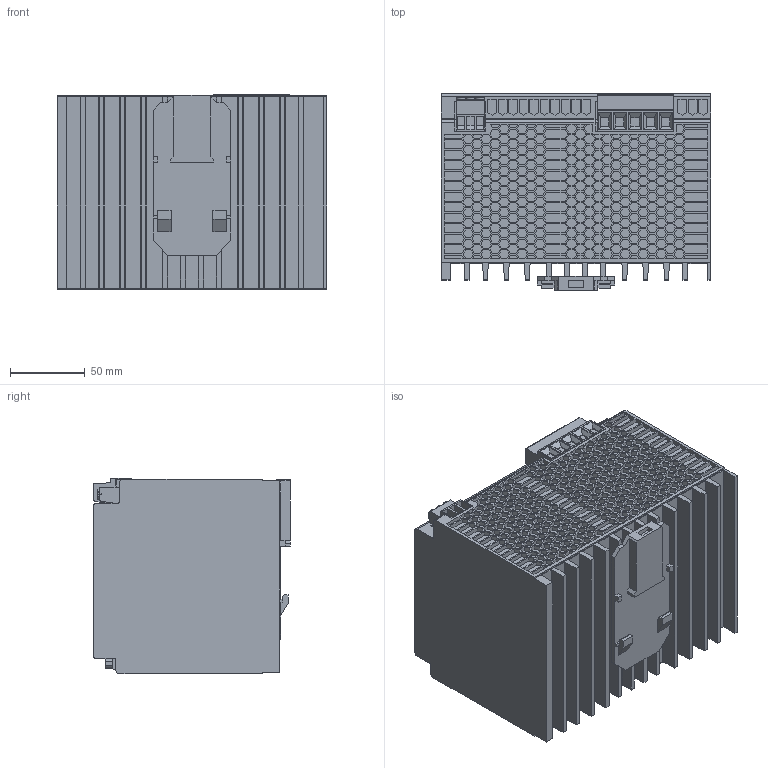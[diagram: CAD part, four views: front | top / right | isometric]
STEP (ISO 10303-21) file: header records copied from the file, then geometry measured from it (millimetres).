
FILE_DESCRIPTION(('SolidDesigner STEP Export'),'2;1');
FILE_NAME('2866789_QUINT_PS_1AC_24DC_40-select.stp','2010-05-27T15:04:08',(''),(''),'CoCreate Modeling STEP processor for AP214 (Solid Model)','CoCreate Modeling 16.00A 16-Aug-2008 (C) Parametric Technology GmbH','');
FILE_SCHEMA(('AUTOMOTIVE_DESIGN { 1 0 10303 214 1 1 1 1 }'));
Products named in the file (2): 2866789_QUINT_PS_1AC_24DC_40-select
Assembly tree (1 placements, depth 2):
  2866789_QUINT_PS_1AC_24DC_40-select
    2866789_QUINT_PS_1AC_24DC_40-select
Bounding box: 180 x 131.6 x 130.62 mm (x, y, z)
Volume: 2601118 mm3; surface area: 216846.3 mm2
Topology: 1 solids, 1 shells, 5063 faces, 13039 edges, 8682 vertices
Faces by surface type: plane 4971, cylinder 91, extrusion 1
Entity records: 152984 total; most frequent: CARTESIAN_POINT 26757, ORIENTED_EDGE 26078, DIRECTION 23167, EDGE_CURVE 13039, VECTOR 12799, LINE 12798, VERTEX_POINT 8682, EDGE_LOOP 5783
